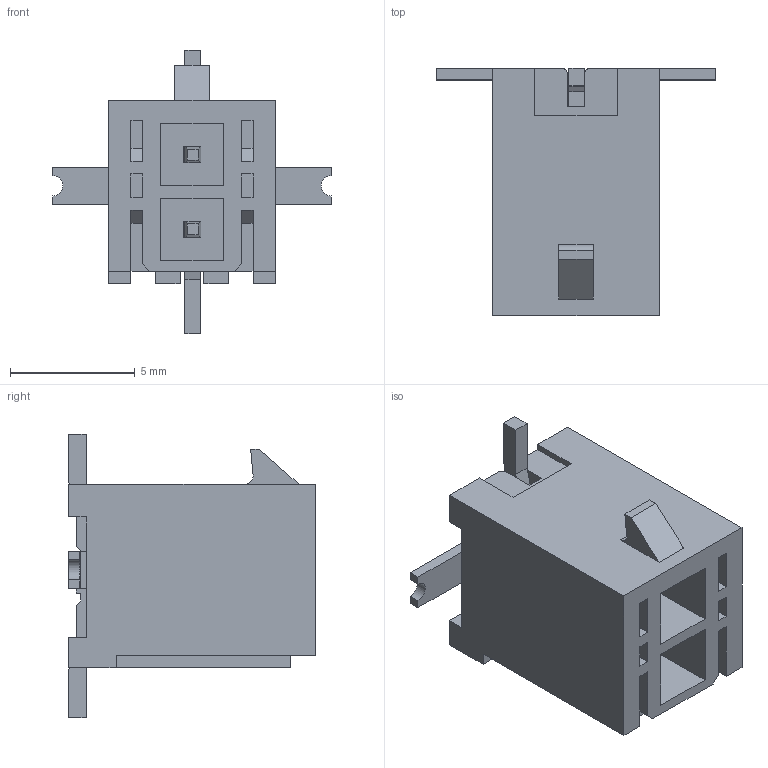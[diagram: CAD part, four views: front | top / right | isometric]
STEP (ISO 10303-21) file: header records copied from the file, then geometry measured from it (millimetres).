
FILE_DESCRIPTION(/* description */ ('Unknown'),/* implementation_level */ '2;1');
FILE_NAME(/* name */ '662002231822',/* time_stamp */ '2018-02-12T09:07:27+01:00',/* author */ ('Unknown'),/* organization */ ('Unknown'),/* preprocessor_version */ 'ST-DEVELOPER v16.7',/* originating_system */ 'DEX',/* authorisation */ $);
FILE_SCHEMA (('AUTOMOTIVE_DESIGN {1 0 10303 214 3 1 1}'));
Length unit declared in the file: millimetre
Products named in the file (4): 6620xx231822; 662002231822; 6620xx231822_MASS; 6620xx231822_PIN
Assembly tree (5 placements, depth 2):
  6620xx231822
    662002231822
    6620xx231822_MASS  x2
    6620xx231822_PIN  x2
Bounding box: 11.2 x 9.9 x 11.4 mm (x, y, z)
Volume: 336.1 mm3; surface area: 925.3 mm2
Topology: 5 solids, 5 shells, 232 faces, 677 edges, 448 vertices
Faces by surface type: plane 221, cylinder 11
Entity records: 5914 total; most frequent: CARTESIAN_POINT 1049, ORIENTED_EDGE 1044, DIRECTION 900, EDGE_CURVE 522, LINE 506, VECTOR 506, VERTEX_POINT 346, AXIS2_PLACEMENT_3D 197
